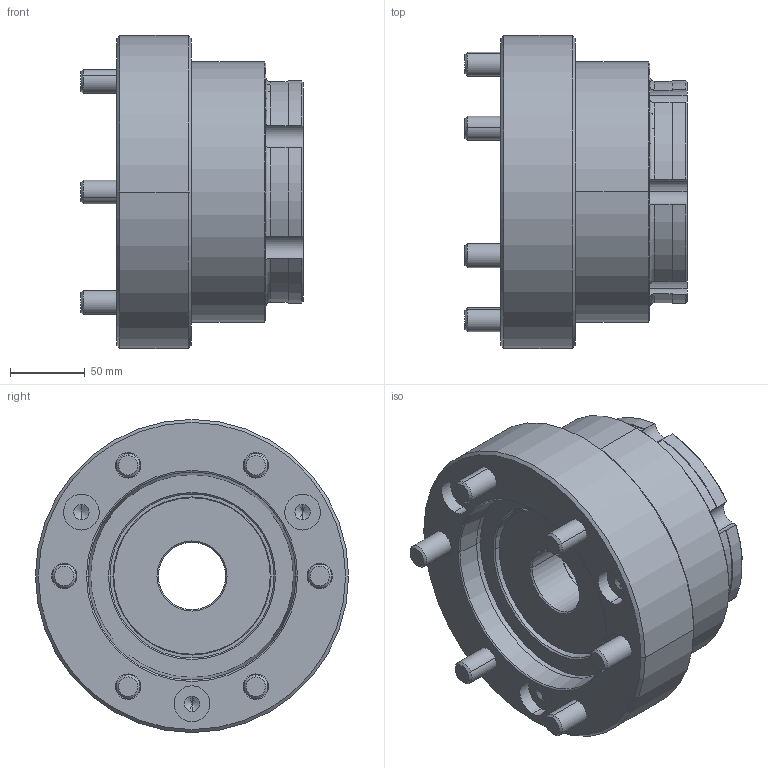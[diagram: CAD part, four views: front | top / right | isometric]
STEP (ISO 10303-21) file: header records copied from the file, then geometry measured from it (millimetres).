
FILE_DESCRIPTION (( 'STEP AP203' ), '1' );
FILE_NAME ('CF-CB-80A8.STEP', '2020-10-30T03:16:57', ( '' ), ( '' ), 'SwSTEP 2.0', 'SolidWorks 2016', '' );
FILE_SCHEMA (( 'CONFIG_CONTROL_DESIGN' ));
Length unit declared in the file: millimetre
Products named in the file (6): CF-CB-80A8-01000; CF-CB-80-04000; CF-CB-80A8; 圓頭內六角螺栓_M10x60; 圓頭內六角螺栓_M16x50; CF-CB-80-01000
Assembly tree (15 placements, depth 2):
  CF-CB-80A8
    CF-CB-80-01000
    CF-CB-80A8-01000
    CF-CB-80-04000
    圓頭內六角螺栓_M10x60  x6
    圓頭內六角螺栓_M16x50  x6
Bounding box: 149 x 210 x 210 mm (x, y, z)
Volume: 2412276 mm3; surface area: 318537 mm2
Topology: 15 solids, 15 shells, 518 faces, 1212 edges, 739 vertices
Faces by surface type: plane 222, cylinder 158, cone 128, torus 10
Entity records: 8978 total; most frequent: CARTESIAN_POINT 1589, DIRECTION 1514, ORIENTED_EDGE 1264, AXIS2_PLACEMENT_3D 637, EDGE_CURVE 632, VERTEX_POINT 404, CIRCLE 356, EDGE_LOOP 318
